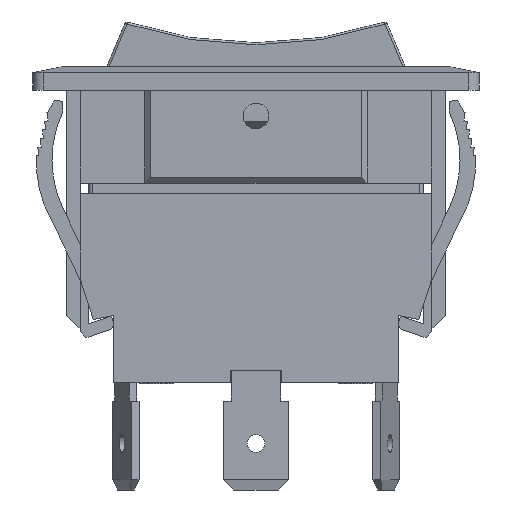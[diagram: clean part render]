
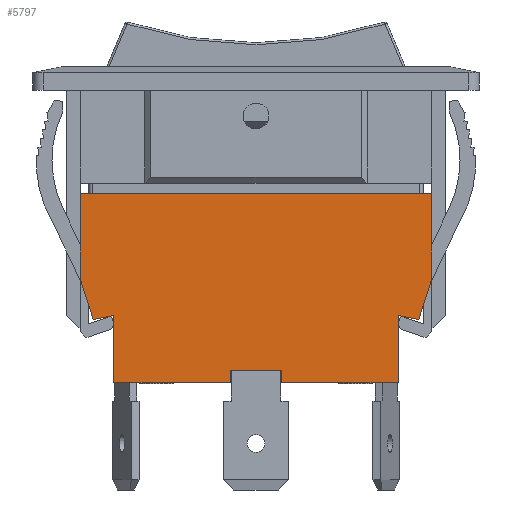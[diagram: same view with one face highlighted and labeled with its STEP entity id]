
A CAD part, front view. The second image highlights one B-rep face of the part: STEP entity #5797.
In plain terms, the highlighted planar face has unit normal (0, -1, 0).
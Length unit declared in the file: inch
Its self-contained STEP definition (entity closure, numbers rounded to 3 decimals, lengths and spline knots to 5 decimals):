
#5615=CARTESIAN_POINT('',(-0.66929,-0.38386,0.3937));
#5616=VERTEX_POINT('',#5615);
#5623=CARTESIAN_POINT('',(-0.66929,-0.38386,0.72047));
#5624=VERTEX_POINT('',#5623);
#5625=CARTESIAN_POINT('',(-0.66929,-0.38386,0.3937));
#5626=DIRECTION('',(0.0,0.0,1.0));
#5627=VECTOR('',#5626,0.32677);
#5628=LINE('',#5625,#5627);
#5629=EDGE_CURVE('',#5616,#5624,#5628,.T.);
#5667=CARTESIAN_POINT('',(0.66929,-0.38386,0.72047));
#5668=VERTEX_POINT('',#5667);
#5669=CARTESIAN_POINT('',(0.66929,-0.38386,0.72047));
#5670=DIRECTION('',(-1.0,0.0,0.0));
#5671=VECTOR('',#5670,1.33858);
#5672=LINE('',#5669,#5671);
#5673=EDGE_CURVE('',#5668,#5624,#5672,.T.);
#5694=CARTESIAN_POINT('',(0.66929,-0.38386,0.));
#5695=DIRECTION('',(0.0,-1.0,0.0));
#5696=DIRECTION('',(0.0,0.0,1.0));
#5697=AXIS2_PLACEMENT_3D('',#5694,#5695,#5696);
#5698=PLANE('',#5697);
#5699=ORIENTED_EDGE('',*,*,#5673,.T.);
#5700=ORIENTED_EDGE('',*,*,#5629,.F.);
#5701=CARTESIAN_POINT('',(-0.62008,-0.38386,0.24016));
#5702=VERTEX_POINT('',#5701);
#5703=CARTESIAN_POINT('',(-0.66929,-0.38386,0.3937));
#5704=DIRECTION('',(0.305,0.0,-0.952));
#5705=VECTOR('',#5704,0.16124);
#5706=LINE('',#5703,#5705);
#5707=EDGE_CURVE('',#5616,#5702,#5706,.T.);
#5708=ORIENTED_EDGE('',*,*,#5707,.T.);
#5709=CARTESIAN_POINT('',(-0.54134,-0.38386,0.25591));
#5710=VERTEX_POINT('',#5709);
#5711=CARTESIAN_POINT('',(-0.62008,-0.38386,0.24016));
#5712=DIRECTION('',(0.981,0.0,0.196));
#5713=VECTOR('',#5712,0.0803);
#5714=LINE('',#5711,#5713);
#5715=EDGE_CURVE('',#5702,#5710,#5714,.T.);
#5716=ORIENTED_EDGE('',*,*,#5715,.T.);
#5717=CARTESIAN_POINT('',(-0.54134,-0.38386,0.));
#5718=VERTEX_POINT('',#5717);
#5719=CARTESIAN_POINT('',(-0.54134,-0.38386,0.25591));
#5720=DIRECTION('',(0.0,0.0,-1.0));
#5721=VECTOR('',#5720,0.25591);
#5722=LINE('',#5719,#5721);
#5723=EDGE_CURVE('',#5710,#5718,#5722,.T.);
#5724=ORIENTED_EDGE('',*,*,#5723,.T.);
#5725=CARTESIAN_POINT('',(-0.09843,-0.38386,0.));
#5726=VERTEX_POINT('',#5725);
#5727=CARTESIAN_POINT('',(-0.09843,-0.38386,0.));
#5728=DIRECTION('',(-1.0,0.0,0.0));
#5729=VECTOR('',#5728,0.44291);
#5730=LINE('',#5727,#5729);
#5731=EDGE_CURVE('',#5726,#5718,#5730,.T.);
#5732=ORIENTED_EDGE('',*,*,#5731,.F.);
#5733=CARTESIAN_POINT('',(-0.09843,-0.38386,0.04724));
#5734=VERTEX_POINT('',#5733);
#5735=CARTESIAN_POINT('',(-0.09843,-0.38386,0.));
#5736=DIRECTION('',(0.0,0.0,1.0));
#5737=VECTOR('',#5736,0.04724);
#5738=LINE('',#5735,#5737);
#5739=EDGE_CURVE('',#5726,#5734,#5738,.T.);
#5740=ORIENTED_EDGE('',*,*,#5739,.T.);
#5741=CARTESIAN_POINT('',(0.09843,-0.38386,0.04724));
#5742=VERTEX_POINT('',#5741);
#5743=CARTESIAN_POINT('',(-0.09843,-0.38386,0.04724));
#5744=DIRECTION('',(1.0,0.0,0.0));
#5745=VECTOR('',#5744,0.19685);
#5746=LINE('',#5743,#5745);
#5747=EDGE_CURVE('',#5734,#5742,#5746,.T.);
#5748=ORIENTED_EDGE('',*,*,#5747,.T.);
#5749=CARTESIAN_POINT('',(0.09843,-0.38386,0.));
#5750=VERTEX_POINT('',#5749);
#5751=CARTESIAN_POINT('',(0.09843,-0.38386,0.04724));
#5752=DIRECTION('',(0.0,0.0,-1.0));
#5753=VECTOR('',#5752,0.04724);
#5754=LINE('',#5751,#5753);
#5755=EDGE_CURVE('',#5742,#5750,#5754,.T.);
#5756=ORIENTED_EDGE('',*,*,#5755,.T.);
#5757=CARTESIAN_POINT('',(0.54134,-0.38386,0.));
#5758=VERTEX_POINT('',#5757);
#5759=CARTESIAN_POINT('',(0.54134,-0.38386,0.));
#5760=DIRECTION('',(-1.0,0.0,0.0));
#5761=VECTOR('',#5760,0.44291);
#5762=LINE('',#5759,#5761);
#5763=EDGE_CURVE('',#5758,#5750,#5762,.T.);
#5764=ORIENTED_EDGE('',*,*,#5763,.F.);
#5765=CARTESIAN_POINT('',(0.54134,-0.38386,0.25591));
#5766=VERTEX_POINT('',#5765);
#5767=CARTESIAN_POINT('',(0.54134,-0.38386,0.));
#5768=DIRECTION('',(0.0,0.0,1.0));
#5769=VECTOR('',#5768,0.25591);
#5770=LINE('',#5767,#5769);
#5771=EDGE_CURVE('',#5758,#5766,#5770,.T.);
#5772=ORIENTED_EDGE('',*,*,#5771,.T.);
#5773=CARTESIAN_POINT('',(0.62008,-0.38386,0.24016));
#5774=VERTEX_POINT('',#5773);
#5775=CARTESIAN_POINT('',(0.54134,-0.38386,0.25591));
#5776=DIRECTION('',(0.981,0.0,-0.196));
#5777=VECTOR('',#5776,0.0803);
#5778=LINE('',#5775,#5777);
#5779=EDGE_CURVE('',#5766,#5774,#5778,.T.);
#5780=ORIENTED_EDGE('',*,*,#5779,.T.);
#5781=CARTESIAN_POINT('',(0.66929,-0.38386,0.3937));
#5782=VERTEX_POINT('',#5781);
#5783=CARTESIAN_POINT('',(0.62008,-0.38386,0.24016));
#5784=DIRECTION('',(0.305,0.0,0.952));
#5785=VECTOR('',#5784,0.16124);
#5786=LINE('',#5783,#5785);
#5787=EDGE_CURVE('',#5774,#5782,#5786,.T.);
#5788=ORIENTED_EDGE('',*,*,#5787,.T.);
#5789=CARTESIAN_POINT('',(0.66929,-0.38386,0.3937));
#5790=DIRECTION('',(0.0,0.0,1.0));
#5791=VECTOR('',#5790,0.32677);
#5792=LINE('',#5789,#5791);
#5793=EDGE_CURVE('',#5782,#5668,#5792,.T.);
#5794=ORIENTED_EDGE('',*,*,#5793,.T.);
#5795=EDGE_LOOP('',(#5699,#5700,#5708,#5716,#5724,#5732,#5740,#5748,#5756,#5764,#5772,#5780,#5788,#5794));
#5796=FACE_OUTER_BOUND('',#5795,.T.);
#5797=ADVANCED_FACE('',(#5796),#5698,.T.);
